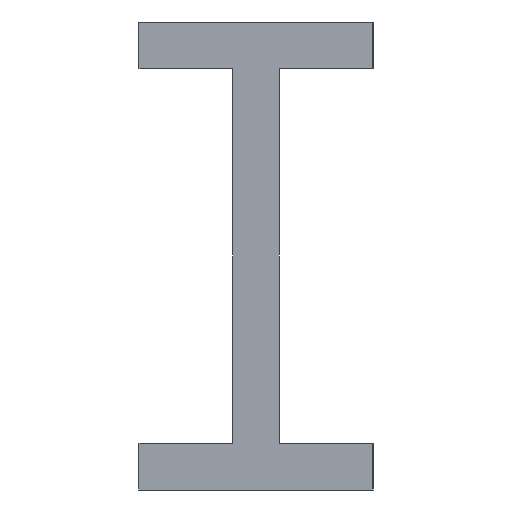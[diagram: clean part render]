
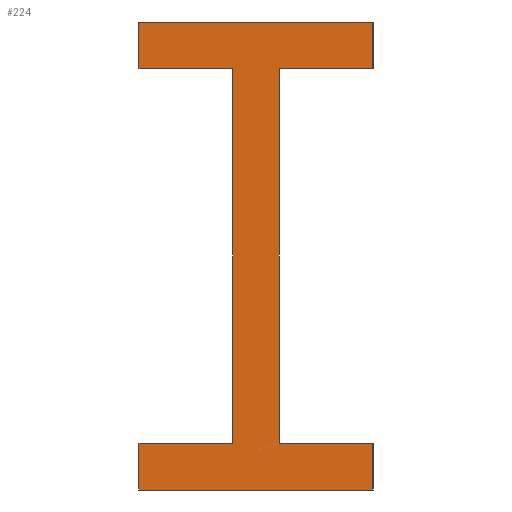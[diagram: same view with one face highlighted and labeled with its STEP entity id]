
A CAD part, left-side view. The second image highlights one B-rep face of the part: STEP entity #224.
In plain terms, the highlighted planar face has unit normal (-1, 0, 0).
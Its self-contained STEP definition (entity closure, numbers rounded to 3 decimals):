
#1=DIRECTION('',(0.,-1.,0.));
#2=VECTOR('',#1,20.);
#3=CARTESIAN_POINT('',(0.,25.,40.));
#4=LINE('',#3,#2);
#5=DIRECTION('',(0.,0.,1.));
#6=VECTOR('',#5,10.);
#7=CARTESIAN_POINT('',(0.,25.,40.));
#8=LINE('',#7,#6);
#9=DIRECTION('',(0.,-1.,0.));
#10=VECTOR('',#9,50.);
#11=CARTESIAN_POINT('',(0.,25.,50.));
#12=LINE('',#11,#10);
#13=DIRECTION('',(0.,0.,-1.));
#14=VECTOR('',#13,10.);
#15=CARTESIAN_POINT('',(0.,-25.,50.));
#16=LINE('',#15,#14);
#17=DIRECTION('',(0.,1.,0.));
#18=VECTOR('',#17,20.);
#19=CARTESIAN_POINT('',(0.,-25.,40.));
#20=LINE('',#19,#18);
#21=DIRECTION('',(0.,0.,1.));
#22=VECTOR('',#21,80.);
#23=CARTESIAN_POINT('',(0.,-5.,-40.));
#24=LINE('',#23,#22);
#25=DIRECTION('',(0.,1.,0.));
#26=VECTOR('',#25,20.);
#27=CARTESIAN_POINT('',(0.,-25.,-40.));
#28=LINE('',#27,#26);
#29=DIRECTION('',(0.,0.,-1.));
#30=VECTOR('',#29,10.);
#31=CARTESIAN_POINT('',(0.,-25.,-40.));
#32=LINE('',#31,#30);
#33=DIRECTION('',(0.,1.,0.));
#34=VECTOR('',#33,50.);
#35=CARTESIAN_POINT('',(0.,-25.,-50.));
#36=LINE('',#35,#34);
#37=DIRECTION('',(0.,0.,1.));
#38=VECTOR('',#37,10.);
#39=CARTESIAN_POINT('',(0.,25.,-50.));
#40=LINE('',#39,#38);
#41=DIRECTION('',(0.,-1.,0.));
#42=VECTOR('',#41,20.);
#43=CARTESIAN_POINT('',(0.,25.,-40.));
#44=LINE('',#43,#42);
#45=DIRECTION('',(0.,0.,-1.));
#46=VECTOR('',#45,80.);
#47=CARTESIAN_POINT('',(0.,5.,40.));
#48=LINE('',#47,#46);
#145=CARTESIAN_POINT('',(0.,-25.,-50.));
#146=CARTESIAN_POINT('',(0.,25.,-50.));
#147=VERTEX_POINT('',#145);
#148=VERTEX_POINT('',#146);
#149=CARTESIAN_POINT('',(0.,25.,50.));
#150=CARTESIAN_POINT('',(0.,-25.,50.));
#151=VERTEX_POINT('',#149);
#152=VERTEX_POINT('',#150);
#161=CARTESIAN_POINT('',(0.,25.,40.));
#162=CARTESIAN_POINT('',(0.,5.,40.));
#163=VERTEX_POINT('',#161);
#164=VERTEX_POINT('',#162);
#165=CARTESIAN_POINT('',(0.,5.,-40.));
#166=VERTEX_POINT('',#165);
#167=CARTESIAN_POINT('',(0.,25.,-40.));
#168=VERTEX_POINT('',#167);
#169=CARTESIAN_POINT('',(0.,-25.,-40.));
#170=CARTESIAN_POINT('',(0.,-5.,-40.));
#171=VERTEX_POINT('',#169);
#172=VERTEX_POINT('',#170);
#173=CARTESIAN_POINT('',(0.,-5.,40.));
#174=VERTEX_POINT('',#173);
#175=CARTESIAN_POINT('',(0.,-25.,40.));
#176=VERTEX_POINT('',#175);
#193=CARTESIAN_POINT('',(0.,0.,0.));
#194=DIRECTION('',(1.,0.,0.));
#195=DIRECTION('',(0.,1.,0.));
#196=AXIS2_PLACEMENT_3D('',#193,#194,#195);
#197=PLANE('',#196);
#199=ORIENTED_EDGE('',*,*,#198,.F.);
#201=ORIENTED_EDGE('',*,*,#200,.T.);
#203=ORIENTED_EDGE('',*,*,#202,.T.);
#205=ORIENTED_EDGE('',*,*,#204,.T.);
#207=ORIENTED_EDGE('',*,*,#206,.T.);
#209=ORIENTED_EDGE('',*,*,#208,.F.);
#211=ORIENTED_EDGE('',*,*,#210,.F.);
#213=ORIENTED_EDGE('',*,*,#212,.T.);
#215=ORIENTED_EDGE('',*,*,#214,.T.);
#217=ORIENTED_EDGE('',*,*,#216,.T.);
#219=ORIENTED_EDGE('',*,*,#218,.T.);
#221=ORIENTED_EDGE('',*,*,#220,.F.);
#222=EDGE_LOOP('',(#199,#201,#203,#205,#207,#209,#211,#213,#215,#217,#219,
#221));
#223=FACE_OUTER_BOUND('',#222,.F.);
#198=EDGE_CURVE('',#163,#164,#4,.T.);
#200=EDGE_CURVE('',#163,#151,#8,.T.);
#202=EDGE_CURVE('',#151,#152,#12,.T.);
#204=EDGE_CURVE('',#152,#176,#16,.T.);
#206=EDGE_CURVE('',#176,#174,#20,.T.);
#208=EDGE_CURVE('',#172,#174,#24,.T.);
#210=EDGE_CURVE('',#171,#172,#28,.T.);
#212=EDGE_CURVE('',#171,#147,#32,.T.);
#214=EDGE_CURVE('',#147,#148,#36,.T.);
#216=EDGE_CURVE('',#148,#168,#40,.T.);
#218=EDGE_CURVE('',#168,#166,#44,.T.);
#220=EDGE_CURVE('',#164,#166,#48,.T.);
#224=ADVANCED_FACE('',(#223),#197,.F.);
